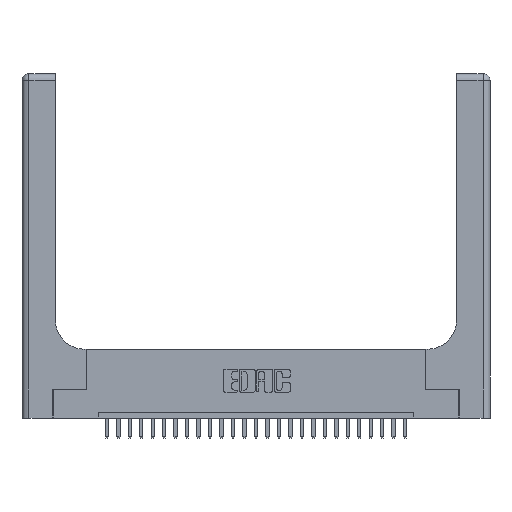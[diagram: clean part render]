
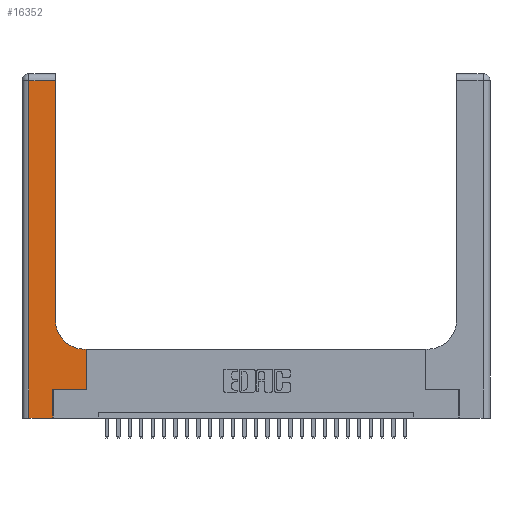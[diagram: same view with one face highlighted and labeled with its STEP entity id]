
A CAD part, top view. The second image highlights one B-rep face of the part: STEP entity #16352.
In plain terms, the highlighted planar face has unit normal (0, 0, 1).
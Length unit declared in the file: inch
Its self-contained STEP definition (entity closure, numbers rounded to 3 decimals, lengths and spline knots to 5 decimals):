
#344 = EDGE_CURVE ( 'NONE', #5329, #16388, #4551, .T. ) ;
#974 = CARTESIAN_POINT ( 'NONE',  ( 0.06, 0., 0.37 ) ) ;
#1028 = EDGE_CURVE ( 'NONE', #16126, #7048, #19597, .T. ) ;
#1589 = DIRECTION ( 'NONE',  ( -1., 0., 0. ) ) ;
#2453 = VECTOR ( 'NONE', #8740, 39.37008 ) ;
#2848 = DIRECTION ( 'NONE',  ( 1., 0., 0. ) ) ;
#3417 = CARTESIAN_POINT ( 'NONE',  ( 0., 3., 0.37 ) ) ;
#3500 = VECTOR ( 'NONE', #23581, 39.37008 ) ;
#3633 = LINE ( 'NONE', #13220, #8322 ) ;
#3826 = DIRECTION ( 'NONE',  ( 0., 1., 0. ) ) ;
#4221 = LINE ( 'NONE', #14284, #7228 ) ;
#4498 = CARTESIAN_POINT ( 'NONE',  ( 0., 0., 0.37 ) ) ;
#4551 = LINE ( 'NONE', #26563, #26925 ) ;
#4635 = VERTEX_POINT ( 'NONE', #16147 ) ;
#4820 = CARTESIAN_POINT ( 'NONE',  ( 0.2915, 0.85, 0.37 ) ) ;
#4871 = EDGE_CURVE ( 'NONE', #4635, #26682, #3633, .T. ) ;
#5307 = VECTOR ( 'NONE', #2848, 39.37008 ) ;
#5316 = AXIS2_PLACEMENT_3D ( 'NONE', #11381, #26490, #18031 ) ;
#5329 = VERTEX_POINT ( 'NONE', #9695 ) ;
#5525 = VECTOR ( 'NONE', #3826, 39.37008 ) ;
#5632 = LINE ( 'NONE', #17630, #5307 ) ;
#5775 = AXIS2_PLACEMENT_3D ( 'NONE', #3417, #18212, #12103 ) ;
#6119 = LINE ( 'NONE', #4498, #2453 ) ;
#6443 = ORIENTED_EDGE ( 'NONE', *, *, #15161, .T. ) ;
#6515 = ORIENTED_EDGE ( 'NONE', *, *, #1028, .T. ) ;
#7048 = VERTEX_POINT ( 'NONE', #26506 ) ;
#7180 = LINE ( 'NONE', #15013, #3500 ) ;
#7228 = VECTOR ( 'NONE', #18591, 39.37008 ) ;
#7272 = VERTEX_POINT ( 'NONE', #16957 ) ;
#7948 = CARTESIAN_POINT ( 'NONE',  ( 0.2915, 0.6, 0.37 ) ) ;
#8322 = VECTOR ( 'NONE', #17981, 39.37008 ) ;
#8740 = DIRECTION ( 'NONE',  ( 1., 0., 0. ) ) ;
#9098 = EDGE_CURVE ( 'NONE', #7272, #16126, #17994, .T. ) ;
#9610 = ORIENTED_EDGE ( 'NONE', *, *, #19847, .T. ) ;
#9695 = CARTESIAN_POINT ( 'NONE',  ( 0.5585, 0.25, 0.37 ) ) ;
#10599 = VERTEX_POINT ( 'NONE', #21599 ) ;
#11381 = CARTESIAN_POINT ( 'NONE',  ( 0.5415, 0.85, 0.37 ) ) ;
#12103 = DIRECTION ( 'NONE',  ( -1., 0., 0. ) ) ;
#13220 = CARTESIAN_POINT ( 'NONE',  ( 0.269, 0., 0.37 ) ) ;
#14284 = CARTESIAN_POINT ( 'NONE',  ( 0., 2.94, 0.37 ) ) ;
#14397 = ORIENTED_EDGE ( 'NONE', *, *, #344, .T. ) ;
#15013 = CARTESIAN_POINT ( 'NONE',  ( 0.06, 3., 0.37 ) ) ;
#15161 = EDGE_CURVE ( 'NONE', #26682, #5329, #5632, .T. ) ;
#15167 = LINE ( 'NONE', #7948, #20823 ) ;
#15420 = ORIENTED_EDGE ( 'NONE', *, *, #4871, .T. ) ;
#15436 = ORIENTED_EDGE ( 'NONE', *, *, #22331, .T. ) ;
#16126 = VERTEX_POINT ( 'NONE', #4820 ) ;
#16147 = CARTESIAN_POINT ( 'NONE',  ( 0.269, 0., 0.37 ) ) ;
#16352 = ADVANCED_FACE ( 'NONE', ( #27634 ), #24703, .F. ) ;
#16388 = VERTEX_POINT ( 'NONE', #26922 ) ;
#16434 = EDGE_LOOP ( 'NONE', ( #6515, #9610, #25861, #25439, #15420, #6443, #14397, #15436, #18002 ) ) ;
#16665 = CARTESIAN_POINT ( 'NONE',  ( 0.2915, 3., 0.37 ) ) ;
#16957 = CARTESIAN_POINT ( 'NONE',  ( 0.5415, 0.6, 0.37 ) ) ;
#17630 = CARTESIAN_POINT ( 'NONE',  ( 0.269, 0.25, 0.37 ) ) ;
#17671 = EDGE_CURVE ( 'NONE', #10599, #19047, #7180, .T. ) ;
#17981 = DIRECTION ( 'NONE',  ( 0., 1., 0. ) ) ;
#17994 = CIRCLE ( 'NONE', #5316, 0.25 ) ;
#18002 = ORIENTED_EDGE ( 'NONE', *, *, #9098, .T. ) ;
#18031 = DIRECTION ( 'NONE',  ( 1., 0., 0. ) ) ;
#18212 = DIRECTION ( 'NONE',  ( 0., 0., -1. ) ) ;
#18591 = DIRECTION ( 'NONE',  ( -1., 0., 0. ) ) ;
#19047 = VERTEX_POINT ( 'NONE', #974 ) ;
#19597 = LINE ( 'NONE', #16665, #5525 ) ;
#19847 = EDGE_CURVE ( 'NONE', #7048, #10599, #4221, .T. ) ;
#20823 = VECTOR ( 'NONE', #1589, 39.37008 ) ;
#21599 = CARTESIAN_POINT ( 'NONE',  ( 0.06, 2.94, 0.37 ) ) ;
#22004 = EDGE_CURVE ( 'NONE', #19047, #4635, #6119, .T. ) ;
#22331 = EDGE_CURVE ( 'NONE', #16388, #7272, #15167, .T. ) ;
#23581 = DIRECTION ( 'NONE',  ( 0., -1., 0. ) ) ;
#24703 = PLANE ( 'NONE',  #5775 ) ;
#25439 = ORIENTED_EDGE ( 'NONE', *, *, #22004, .T. ) ;
#25861 = ORIENTED_EDGE ( 'NONE', *, *, #17671, .T. ) ;
#26490 = DIRECTION ( 'NONE',  ( 0., 0., -1. ) ) ;
#26506 = CARTESIAN_POINT ( 'NONE',  ( 0.2915, 2.94, 0.37 ) ) ;
#26563 = CARTESIAN_POINT ( 'NONE',  ( 0.5585, 0.25, 0.37 ) ) ;
#26682 = VERTEX_POINT ( 'NONE', #26792 ) ;
#26792 = CARTESIAN_POINT ( 'NONE',  ( 0.269, 0.25, 0.37 ) ) ;
#26840 = DIRECTION ( 'NONE',  ( 0., 1., 0. ) ) ;
#26922 = CARTESIAN_POINT ( 'NONE',  ( 0.5585, 0.6, 0.37 ) ) ;
#26925 = VECTOR ( 'NONE', #26840, 39.37008 ) ;
#27634 = FACE_OUTER_BOUND ( 'NONE', #16434, .T. ) ;
